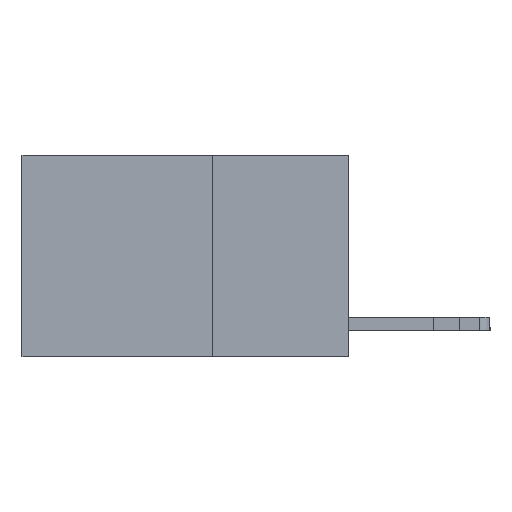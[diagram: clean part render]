
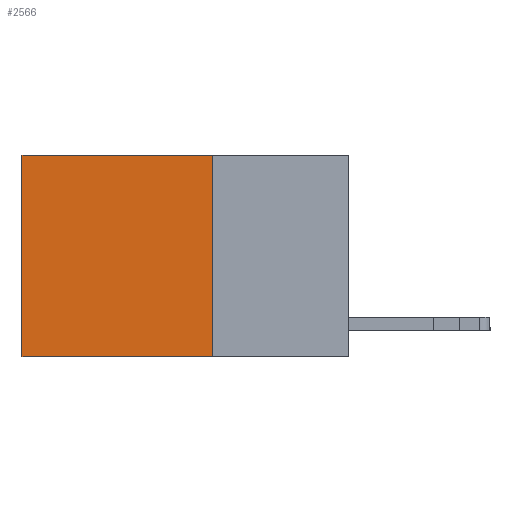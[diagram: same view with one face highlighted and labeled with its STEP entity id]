
A CAD part, left-side view. The second image highlights one B-rep face of the part: STEP entity #2566.
In plain terms, the highlighted planar face has unit normal (-1, 0, 0).
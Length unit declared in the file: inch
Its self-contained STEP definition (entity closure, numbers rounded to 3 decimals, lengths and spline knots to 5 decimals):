
#128 = CARTESIAN_POINT ( 'NONE',  ( 0.2625, 0.25, 0. ) ) ;
#281 = VERTEX_POINT ( 'NONE', #3101 ) ;
#433 = VECTOR ( 'NONE', #1272, 39.37008 ) ;
#674 = CARTESIAN_POINT ( 'NONE',  ( 0.2625, 0.6, 0. ) ) ;
#895 = LINE ( 'NONE', #9621, #2670 ) ;
#945 = DIRECTION ( 'NONE',  ( 0., 0., -1. ) ) ;
#1147 = CARTESIAN_POINT ( 'NONE',  ( 0.2625, 0.25, 0. ) ) ;
#1272 = DIRECTION ( 'NONE',  ( 0., 1., 0. ) ) ;
#1386 = CARTESIAN_POINT ( 'NONE',  ( 0.2625, 0.6, 0. ) ) ;
#1551 = VECTOR ( 'NONE', #5123, 39.37008 ) ;
#2011 = FACE_OUTER_BOUND ( 'NONE', #8135, .T. ) ;
#2238 = LINE ( 'NONE', #11047, #433 ) ;
#2458 = ORIENTED_EDGE ( 'NONE', *, *, #6715, .F. ) ;
#2566 = ADVANCED_FACE ( 'NONE', ( #2011 ), #9057, .F. ) ;
#2670 = VECTOR ( 'NONE', #945, 39.37008 ) ;
#3101 = CARTESIAN_POINT ( 'NONE',  ( 0.2625, 0.6, -0.37 ) ) ;
#3225 = VERTEX_POINT ( 'NONE', #128 ) ;
#3875 = VERTEX_POINT ( 'NONE', #7303 ) ;
#4669 = DIRECTION ( 'NONE',  ( 1., 0., 0. ) ) ;
#4769 = VERTEX_POINT ( 'NONE', #1386 ) ;
#4863 = VECTOR ( 'NONE', #8822, 39.37008 ) ;
#5123 = DIRECTION ( 'NONE',  ( 0., 0., -1. ) ) ;
#5402 = CARTESIAN_POINT ( 'NONE',  ( 0.2625, 0.25, -0.37 ) ) ;
#6715 = EDGE_CURVE ( 'NONE', #3875, #281, #10559, .T. ) ;
#7160 = ORIENTED_EDGE ( 'NONE', *, *, #8146, .T. ) ;
#7303 = CARTESIAN_POINT ( 'NONE',  ( 0.2625, 0.25, -0.37 ) ) ;
#7587 = EDGE_CURVE ( 'NONE', #3225, #4769, #2238, .T. ) ;
#8135 = EDGE_LOOP ( 'NONE', ( #7160, #2458, #10007, #9812 ) ) ;
#8146 = EDGE_CURVE ( 'NONE', #4769, #281, #10327, .T. ) ;
#8198 = DIRECTION ( 'NONE',  ( 0., 0., -1. ) ) ;
#8732 = EDGE_CURVE ( 'NONE', #3225, #3875, #895, .T. ) ;
#8822 = DIRECTION ( 'NONE',  ( 0., 1., 0. ) ) ;
#9057 = PLANE ( 'NONE',  #10954 ) ;
#9621 = CARTESIAN_POINT ( 'NONE',  ( 0.2625, 0.25, 0. ) ) ;
#9812 = ORIENTED_EDGE ( 'NONE', *, *, #7587, .T. ) ;
#10007 = ORIENTED_EDGE ( 'NONE', *, *, #8732, .F. ) ;
#10327 = LINE ( 'NONE', #674, #1551 ) ;
#10559 = LINE ( 'NONE', #5402, #4863 ) ;
#10954 = AXIS2_PLACEMENT_3D ( 'NONE', #1147, #4669, #8198 ) ;
#11047 = CARTESIAN_POINT ( 'NONE',  ( 0.2625, 0.25, 0. ) ) ;
